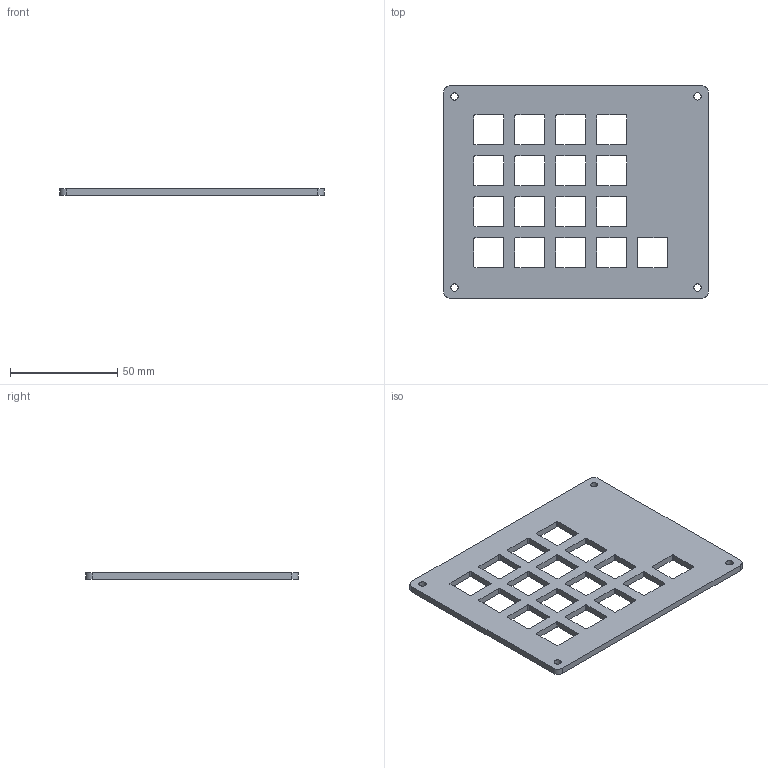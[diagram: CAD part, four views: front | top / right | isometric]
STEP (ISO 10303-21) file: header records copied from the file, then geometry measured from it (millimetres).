
FILE_DESCRIPTION(/* description */ (''),/* implementation_level */ '2;1');
FILE_NAME(/* name */ 'GhostMidi Top Cover.step',/* time_stamp */ '2025-12-24T23:30:50+11:00',/* author */ (''),/* organization */ (''),/* preprocessor_version */ 'ST-DEVELOPER v20.1',/* originating_system */ 'Autodesk Translation Framework v14.21.0.0',/* authorisation */ '');
FILE_SCHEMA (('AUTOMOTIVE_DESIGN { 1 0 10303 214 3 1 1 }'));
Length unit declared in the file: millimetre
Products named in the file (1): GhostMidi Final Case
Bounding box: 123.2 x 99.06 x 3 mm (x, y, z)
Volume: 26495.4 mm3; surface area: 21922.1 mm2
Topology: 1 solids, 1 shells, 150 faces, 444 edges, 296 vertices
Faces by surface type: cylinder 76, plane 74
Full cylindrical faces by diameter (mm): 3.4 x4
Entity records: 5208 total; most frequent: DIRECTION 898, CARTESIAN_POINT 891, ORIENTED_EDGE 888, EDGE_CURVE 444, AXIS2_PLACEMENT_3D 303, VERTEX_POINT 296, LINE 292, VECTOR 292
